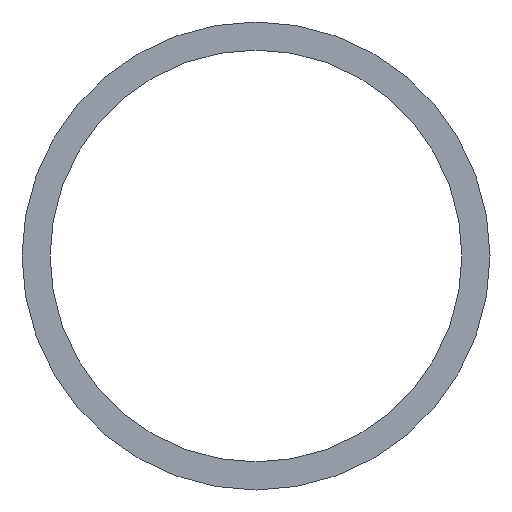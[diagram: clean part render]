
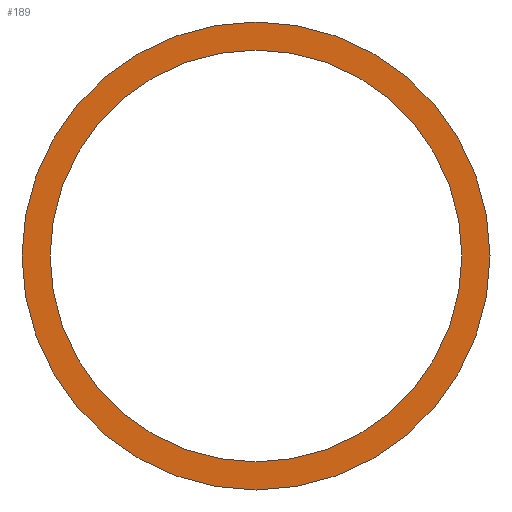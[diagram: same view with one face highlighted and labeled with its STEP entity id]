
A CAD part, front view. The second image highlights one B-rep face of the part: STEP entity #189.
In plain terms, the highlighted planar face has unit normal (0, -1, 0).
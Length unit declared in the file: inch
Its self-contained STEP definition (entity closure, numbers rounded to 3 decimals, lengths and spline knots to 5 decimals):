
#1 = AXIS2_PLACEMENT_3D ( 'NONE', #168, #175, #176 ) ;
#15 = AXIS2_PLACEMENT_3D ( 'NONE', #244, #247, #248 ) ;
#26 = FACE_OUTER_BOUND ( 'NONE', #242, .T. ) ;
#34 = FACE_BOUND ( 'NONE', #199, .T. ) ;
#43 = EDGE_CURVE ( 'NONE', #208, #146, #86, .T. ) ;
#44 = CARTESIAN_POINT ( 'NONE',  ( 0., 0., 0. ) ) ;
#45 = CIRCLE ( 'NONE', #243, 0.21985 ) ;
#46 = CIRCLE ( 'NONE', #183, 0.21985 ) ;
#48 = DIRECTION ( 'NONE',  ( 0., 1., 0. ) ) ;
#52 = CIRCLE ( 'NONE', #15, 0.24985 ) ;
#55 = DIRECTION ( 'NONE',  ( 0., 0., 1. ) ) ;
#86 = CIRCLE ( 'NONE', #130, 0.24985 ) ;
#102 = CARTESIAN_POINT ( 'NONE',  ( 0., 0., 0.24985 ) ) ;
#104 = CARTESIAN_POINT ( 'NONE',  ( 0., 0., 0.21985 ) ) ;
#119 = ORIENTED_EDGE ( 'NONE', *, *, #43, .F. ) ;
#130 = AXIS2_PLACEMENT_3D ( 'NONE', #44, #48, #55 ) ;
#146 = VERTEX_POINT ( 'NONE', #102 ) ;
#148 = VERTEX_POINT ( 'NONE', #104 ) ;
#150 = PLANE ( 'NONE',  #1 ) ;
#168 = CARTESIAN_POINT ( 'NONE',  ( 0., 0., 0. ) ) ;
#169 = CARTESIAN_POINT ( 'NONE',  ( 0., 0., 0. ) ) ;
#172 = DIRECTION ( 'NONE',  ( 0., 1., 0. ) ) ;
#173 = DIRECTION ( 'NONE',  ( 0., 0., 1. ) ) ;
#175 = DIRECTION ( 'NONE',  ( 0., 1., 0. ) ) ;
#176 = DIRECTION ( 'NONE',  ( 0., 0., 1. ) ) ;
#177 = CARTESIAN_POINT ( 'NONE',  ( 0., 0., -0.24985 ) ) ;
#183 = AXIS2_PLACEMENT_3D ( 'NONE', #169, #172, #173 ) ;
#184 = ORIENTED_EDGE ( 'NONE', *, *, #188, .T. ) ;
#188 = EDGE_CURVE ( 'NONE', #250, #148, #46, .T. ) ;
#189 = ADVANCED_FACE ( 'NONE', ( #26, #34 ), #150, .F. ) ;
#194 = ORIENTED_EDGE ( 'NONE', *, *, #204, .T. ) ;
#196 = CARTESIAN_POINT ( 'NONE',  ( 0., 0., 0. ) ) ;
#198 = ORIENTED_EDGE ( 'NONE', *, *, #246, .F. ) ;
#199 = EDGE_LOOP ( 'NONE', ( #184, #194 ) ) ;
#203 = DIRECTION ( 'NONE',  ( 0., 1., 0. ) ) ;
#204 = EDGE_CURVE ( 'NONE', #148, #250, #45, .T. ) ;
#206 = DIRECTION ( 'NONE',  ( 0., 0., 1. ) ) ;
#208 = VERTEX_POINT ( 'NONE', #177 ) ;
#225 = CARTESIAN_POINT ( 'NONE',  ( 0., 0., -0.21985 ) ) ;
#242 = EDGE_LOOP ( 'NONE', ( #119, #198 ) ) ;
#243 = AXIS2_PLACEMENT_3D ( 'NONE', #196, #203, #206 ) ;
#244 = CARTESIAN_POINT ( 'NONE',  ( 0., 0., 0. ) ) ;
#246 = EDGE_CURVE ( 'NONE', #146, #208, #52, .T. ) ;
#247 = DIRECTION ( 'NONE',  ( 0., 1., 0. ) ) ;
#248 = DIRECTION ( 'NONE',  ( 0., 0., 1. ) ) ;
#250 = VERTEX_POINT ( 'NONE', #225 ) ;
